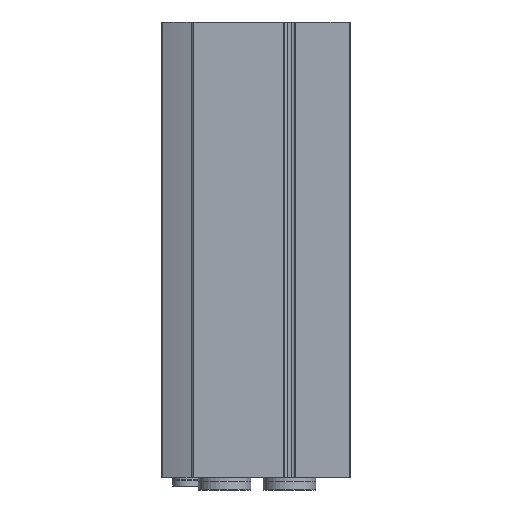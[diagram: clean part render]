
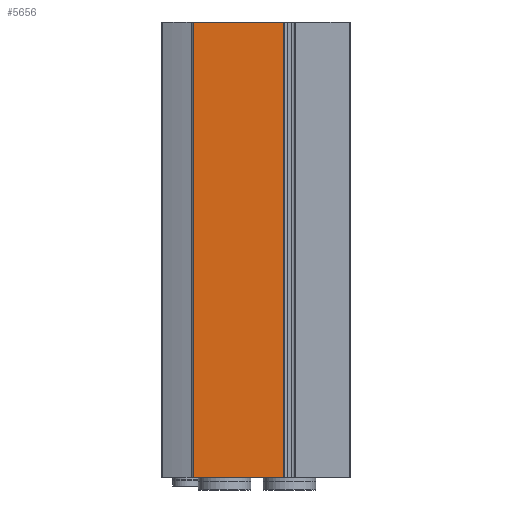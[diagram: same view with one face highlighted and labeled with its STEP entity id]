
A CAD part, front view. The second image highlights one B-rep face of the part: STEP entity #5656.
In plain terms, the highlighted planar face has unit normal (0, -1, 0).
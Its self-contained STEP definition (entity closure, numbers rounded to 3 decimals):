
#257=PLANE('',#6124);
#863=ORIENTED_EDGE('',*,*,#2309,.F.);
#864=ORIENTED_EDGE('',*,*,#2308,.F.);
#865=ORIENTED_EDGE('',*,*,#2310,.T.);
#866=ORIENTED_EDGE('',*,*,#2311,.T.);
#2308=EDGE_CURVE('',#3028,#3027,#3562,.T.);
#2309=EDGE_CURVE('',#3027,#3029,#3563,.T.);
#2310=EDGE_CURVE('',#3028,#3030,#3564,.T.);
#2311=EDGE_CURVE('',#3030,#3029,#3565,.T.);
#3027=VERTEX_POINT('',#9091);
#3028=VERTEX_POINT('',#9093);
#3029=VERTEX_POINT('',#9097);
#3030=VERTEX_POINT('',#9099);
#3562=LINE('',#9094,#3924);
#3563=LINE('',#9096,#3925);
#3564=LINE('',#9098,#3926);
#3565=LINE('',#9100,#3927);
#3924=VECTOR('',#6913,1000.);
#3925=VECTOR('',#6916,1000.);
#3926=VECTOR('',#6917,1000.);
#3927=VECTOR('',#6918,1000.);
#4295=EDGE_LOOP('',(#863,#864,#865,#866));
#4915=FACE_BOUND('',#4295,.T.);
#5656=ADVANCED_FACE('',(#4915),#257,.T.);
#6124=AXIS2_PLACEMENT_3D('',#9095,#6914,#6915);
#6913=DIRECTION('',(0.,0.,1.));
#6914=DIRECTION('',(0.,-1.,0.));
#6915=DIRECTION('',(0.,0.,-1.));
#6916=DIRECTION('',(1.,0.,0.));
#6917=DIRECTION('',(1.,0.,0.));
#6918=DIRECTION('',(0.,0.,1.));
#9091=CARTESIAN_POINT('',(-47.42,0.,0.));
#9093=CARTESIAN_POINT('',(-47.42,0.,-224.5));
#9094=CARTESIAN_POINT('',(-47.42,0.,-224.5));
#9095=CARTESIAN_POINT('',(-47.42,0.,-224.5));
#9096=CARTESIAN_POINT('',(-47.42,0.,0.));
#9097=CARTESIAN_POINT('',(-3.,0.,0.));
#9098=CARTESIAN_POINT('',(-47.42,0.,-224.5));
#9099=CARTESIAN_POINT('',(-3.,0.,-224.5));
#9100=CARTESIAN_POINT('',(-3.,0.,-224.5));
